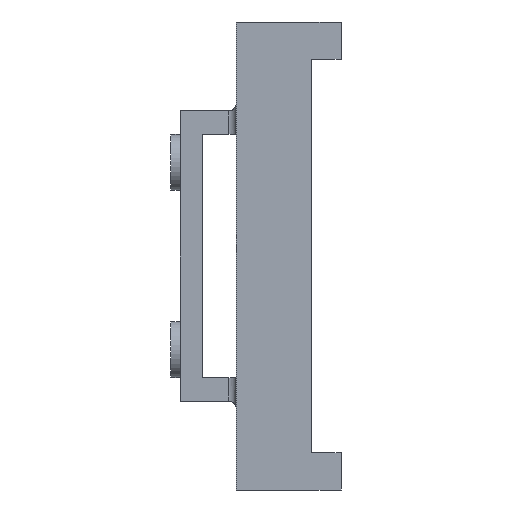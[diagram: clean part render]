
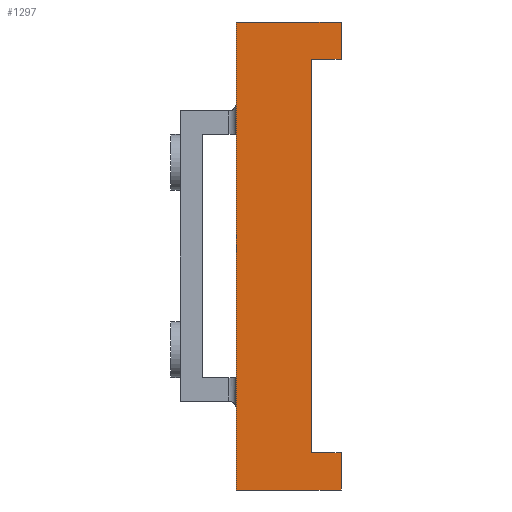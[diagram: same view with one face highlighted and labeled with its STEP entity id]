
A CAD part, left-side view. The second image highlights one B-rep face of the part: STEP entity #1297.
In plain terms, the highlighted planar face has unit normal (-1, 0, 0).
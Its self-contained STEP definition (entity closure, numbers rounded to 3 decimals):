
#67=PLANE('',#1408);
#131=FACE_OUTER_BOUND('',#201,.T.);
#201=EDGE_LOOP('',(#1203,#1204,#1205,#1206,#1207,#1208,#1209,#1210));
#287=LINE('',#1921,#447);
#321=LINE('',#1988,#481);
#331=LINE('',#2008,#491);
#355=LINE('',#2057,#515);
#356=LINE('',#2060,#516);
#383=LINE('',#2109,#543);
#384=LINE('',#2111,#544);
#386=LINE('',#2114,#546);
#447=VECTOR('',#1580,10.);
#481=VECTOR('',#1626,10.);
#491=VECTOR('',#1642,10.);
#515=VECTOR('',#1680,10.);
#516=VECTOR('',#1683,10.);
#543=VECTOR('',#1736,10.);
#544=VECTOR('',#1739,10.);
#546=VECTOR('',#1743,10.);
#603=VERTEX_POINT('',#1919);
#604=VERTEX_POINT('',#1920);
#629=VERTEX_POINT('',#1984);
#631=VERTEX_POINT('',#1987);
#638=VERTEX_POINT('',#2007);
#655=VERTEX_POINT('',#2053);
#656=VERTEX_POINT('',#2055);
#657=VERTEX_POINT('',#2059);
#751=EDGE_CURVE('',#603,#604,#287,.T.);
#785=EDGE_CURVE('',#629,#631,#321,.T.);
#795=EDGE_CURVE('',#631,#638,#331,.T.);
#819=EDGE_CURVE('',#655,#656,#355,.T.);
#820=EDGE_CURVE('',#657,#656,#356,.T.);
#847=EDGE_CURVE('',#604,#657,#383,.T.);
#848=EDGE_CURVE('',#629,#655,#384,.T.);
#850=EDGE_CURVE('',#603,#638,#386,.T.);
#1203=ORIENTED_EDGE('',*,*,#848,.T.);
#1204=ORIENTED_EDGE('',*,*,#819,.T.);
#1205=ORIENTED_EDGE('',*,*,#820,.F.);
#1206=ORIENTED_EDGE('',*,*,#847,.F.);
#1207=ORIENTED_EDGE('',*,*,#751,.F.);
#1208=ORIENTED_EDGE('',*,*,#850,.T.);
#1209=ORIENTED_EDGE('',*,*,#795,.F.);
#1210=ORIENTED_EDGE('',*,*,#785,.F.);
#1297=ADVANCED_FACE('',(#131),#67,.T.);
#1408=AXIS2_PLACEMENT_3D('',#2115,#1744,#1745);
#1580=DIRECTION('',(0.,0.,1.));
#1626=DIRECTION('',(0.,-1.,0.));
#1642=DIRECTION('',(0.,0.,-1.));
#1680=DIRECTION('',(0.,-1.,0.));
#1683=DIRECTION('',(0.,0.,-1.));
#1736=DIRECTION('',(0.,-1.,0.));
#1739=DIRECTION('',(0.,0.,1.));
#1743=DIRECTION('',(0.,-1.,0.));
#1744=DIRECTION('center_axis',(-1.,0.,0.));
#1745=DIRECTION('ref_axis',(0.,-1.,0.));
#1919=CARTESIAN_POINT('',(-3075.,400.,-1250.));
#1920=CARTESIAN_POINT('',(-3075.,400.,1250.));
#1921=CARTESIAN_POINT('',(-3075.,400.,0.));
#1984=CARTESIAN_POINT('',(-3075.,0.,-1050.));
#1987=CARTESIAN_POINT('',(-3075.,-160.,-1050.));
#1988=CARTESIAN_POINT('',(-3075.,0.,-1050.));
#2007=CARTESIAN_POINT('',(-3075.,-160.,-1250.));
#2008=CARTESIAN_POINT('',(-3075.,-160.,1250.));
#2053=CARTESIAN_POINT('',(-3075.,0.,1050.));
#2055=CARTESIAN_POINT('',(-3075.,-160.,1050.));
#2057=CARTESIAN_POINT('',(-3075.,0.,1050.));
#2059=CARTESIAN_POINT('',(-3075.,-160.,1250.));
#2060=CARTESIAN_POINT('',(-3075.,-160.,1250.));
#2109=CARTESIAN_POINT('',(-3075.,400.,1250.));
#2111=CARTESIAN_POINT('',(-3075.,0.,0.));
#2114=CARTESIAN_POINT('',(-3075.,0.,-1250.));
#2115=CARTESIAN_POINT('Origin',(-3075.,400.,0.));
